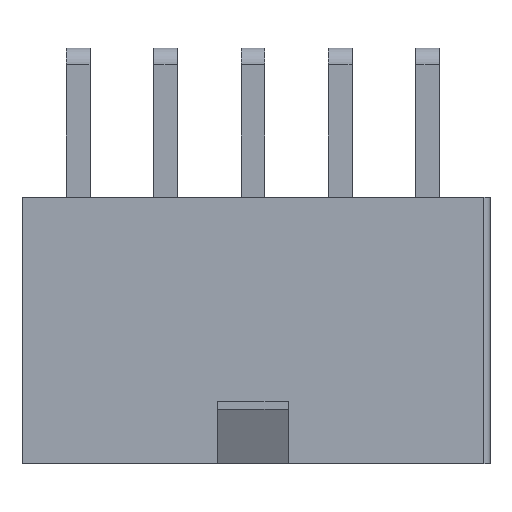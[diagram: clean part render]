
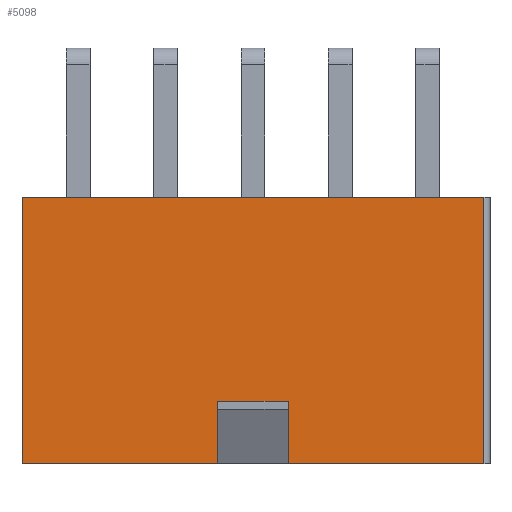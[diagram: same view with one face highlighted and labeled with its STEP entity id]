
A CAD part, top view. The second image highlights one B-rep face of the part: STEP entity #5098.
In plain terms, the highlighted planar face has unit normal (0, 0, 1).
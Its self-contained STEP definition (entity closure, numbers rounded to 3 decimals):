
#607=ORIENTED_EDGE('',*,*,#2004,.F.);
#608=ORIENTED_EDGE('',*,*,#2005,.F.);
#609=ORIENTED_EDGE('',*,*,#2006,.F.);
#610=ORIENTED_EDGE('',*,*,#1859,.F.);
#611=ORIENTED_EDGE('',*,*,#2007,.T.);
#612=ORIENTED_EDGE('',*,*,#1796,.T.);
#613=ORIENTED_EDGE('',*,*,#2008,.F.);
#614=ORIENTED_EDGE('',*,*,#1854,.F.);
#1796=EDGE_CURVE('',#2494,#2492,#2937,.T.);
#1854=EDGE_CURVE('',#2541,#2542,#2994,.T.);
#1859=EDGE_CURVE('',#2545,#2539,#2998,.T.);
#2004=EDGE_CURVE('',#2683,#2541,#3143,.T.);
#2005=EDGE_CURVE('',#2684,#2683,#3144,.T.);
#2006=EDGE_CURVE('',#2539,#2684,#3145,.T.);
#2007=EDGE_CURVE('',#2545,#2494,#3146,.T.);
#2008=EDGE_CURVE('',#2542,#2492,#3147,.T.);
#2492=VERTEX_POINT('',#7780);
#2494=VERTEX_POINT('',#7783);
#2539=VERTEX_POINT('',#7884);
#2541=VERTEX_POINT('',#7888);
#2542=VERTEX_POINT('',#7890);
#2545=VERTEX_POINT('',#7897);
#2683=VERTEX_POINT('',#8199);
#2684=VERTEX_POINT('',#8201);
#2937=LINE('',#7782,#3608);
#2994=LINE('',#7889,#3665);
#2998=LINE('',#7898,#3669);
#3143=LINE('',#8198,#3814);
#3144=LINE('',#8200,#3815);
#3145=LINE('',#8202,#3816);
#3146=LINE('',#8203,#3817);
#3147=LINE('',#8204,#3818);
#3608=VECTOR('',#5827,1000.);
#3665=VECTOR('',#5888,1000.);
#3669=VECTOR('',#5894,1000.);
#3814=VECTOR('',#6075,1000.);
#3815=VECTOR('',#6076,1000.);
#3816=VECTOR('',#6077,1000.);
#3817=VECTOR('',#6078,1000.);
#3818=VECTOR('',#6079,1000.);
#4233=EDGE_LOOP('',(#607,#608,#609,#610,#611,#612,#613,#614));
#4562=FACE_BOUND('',#4233,.T.);
#4833=PLANE('',#5400);
#5098=ADVANCED_FACE('',(#4562),#4833,.T.);
#5400=AXIS2_PLACEMENT_3D('',#8197,#6073,#6074);
#5827=DIRECTION('',(-1.,0.,0.));
#5888=DIRECTION('',(-1.,0.,0.));
#5894=DIRECTION('',(-1.,0.,0.));
#6073=DIRECTION('',(0.,0.,1.));
#6074=DIRECTION('',(1.,0.,0.));
#6075=DIRECTION('',(0.,-1.,0.));
#6076=DIRECTION('',(-1.,0.,0.));
#6077=DIRECTION('',(0.,1.,0.));
#6078=DIRECTION('',(0.,1.,0.));
#6079=DIRECTION('',(0.,1.,0.));
#7780=CARTESIAN_POINT('',(-11.1,6.4,4.8));
#7782=CARTESIAN_POINT('',(11.1,6.4,4.8));
#7783=CARTESIAN_POINT('',(11.1,6.4,4.8));
#7884=CARTESIAN_POINT('',(1.7,-6.4,4.8));
#7888=CARTESIAN_POINT('',(-1.7,-6.4,4.8));
#7889=CARTESIAN_POINT('',(11.1,-6.4,4.8));
#7890=CARTESIAN_POINT('',(-11.1,-6.4,4.8));
#7897=CARTESIAN_POINT('',(11.1,-6.4,4.8));
#7898=CARTESIAN_POINT('',(11.1,-6.4,4.8));
#8197=CARTESIAN_POINT('',(11.1,-6.4,4.8));
#8198=CARTESIAN_POINT('',(-1.7,-3.4,4.8));
#8199=CARTESIAN_POINT('',(-1.7,-3.4,4.8));
#8200=CARTESIAN_POINT('',(1.7,-3.4,4.8));
#8201=CARTESIAN_POINT('',(1.7,-3.4,4.8));
#8202=CARTESIAN_POINT('',(1.7,-6.4,4.8));
#8203=CARTESIAN_POINT('',(11.1,-6.4,4.8));
#8204=CARTESIAN_POINT('',(-11.1,-6.4,4.8));
